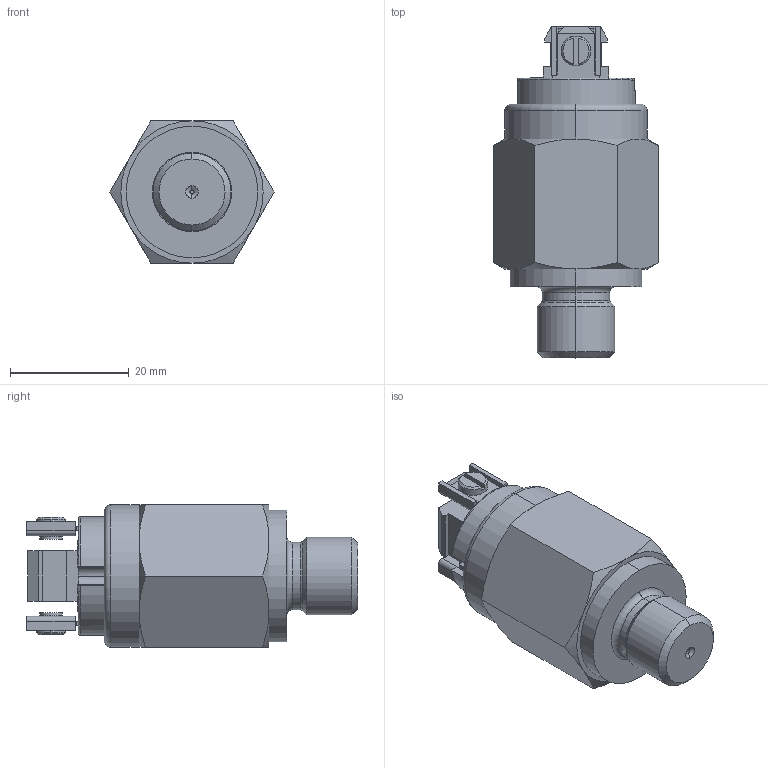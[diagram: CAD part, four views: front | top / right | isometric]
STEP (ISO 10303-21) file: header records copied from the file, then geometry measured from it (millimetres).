
FILE_DESCRIPTION (( 'STEP AP214' ), '1' );
FILE_NAME ('41CV.STEP', '2020-02-10T07:46:21', ( '' ), ( '' ), 'SwSTEP 2.0', 'SolidWorks 2019', '' );
FILE_SCHEMA (( 'AUTOMOTIVE_DESIGN' ));
Length unit declared in the file: millimetre
Products named in the file (1): 41CV
Bounding box: 27.71 x 55.97 x 24 mm (x, y, z)
Surface area: 5947.4 mm2 (no closed solid volume)
Topology: 0 solids, 11 shells, 373 faces, 1808 edges, 1357 vertices
Faces by surface type: plane 266, cylinder 44, cone 28, bspline 23, torus 12
Entity records: 23326 total; most frequent: CARTESIAN_POINT 5752, ORIENTED_EDGE 2600, DIRECTION 2444, EDGE_CURVE 1808, VERTEX_POINT 1357, VECTOR 1254, LINE 1254, AXIS2_PLACEMENT_3D 595
